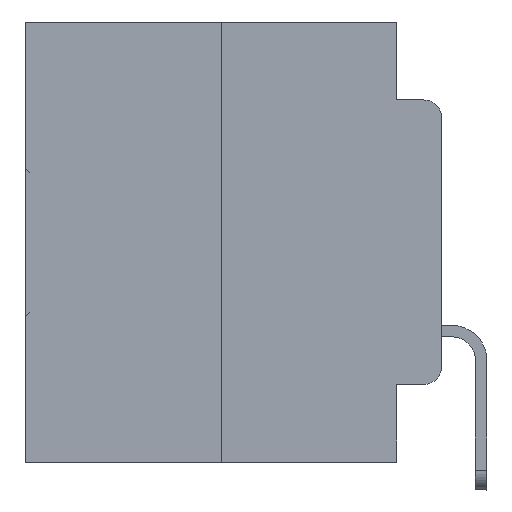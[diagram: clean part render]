
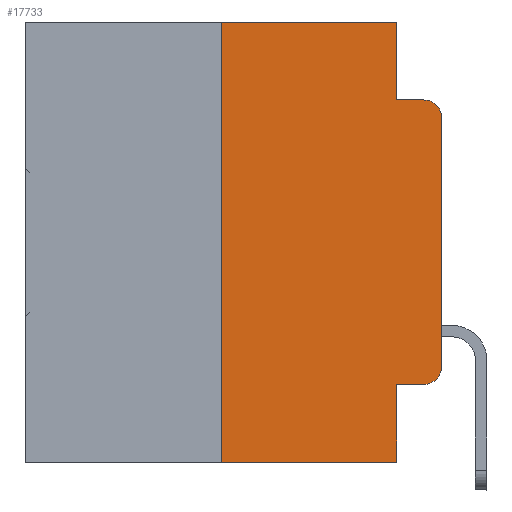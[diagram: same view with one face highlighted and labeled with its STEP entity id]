
A CAD part, left-side view. The second image highlights one B-rep face of the part: STEP entity #17733.
In plain terms, the highlighted planar face has unit normal (-1, 0, 0).
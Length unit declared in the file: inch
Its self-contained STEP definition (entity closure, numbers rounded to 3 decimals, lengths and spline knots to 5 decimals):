
#576 = DIRECTION ( 'NONE',  ( -1., 0., 0. ) ) ;
#594 = CARTESIAN_POINT ( 'NONE',  ( 0., 0.051, 0. ) ) ;
#874 = EDGE_CURVE ( 'NONE', #6713, #14960, #3373, .T. ) ;
#942 = ORIENTED_EDGE ( 'NONE', *, *, #1992, .T. ) ;
#1064 = ORIENTED_EDGE ( 'NONE', *, *, #27058, .F. ) ;
#1078 = LINE ( 'NONE', #25867, #16382 ) ;
#1084 = LINE ( 'NONE', #20629, #19454 ) ;
#1680 = EDGE_CURVE ( 'NONE', #28228, #25940, #27015, .T. ) ;
#1992 = EDGE_CURVE ( 'NONE', #18104, #25940, #20090, .T. ) ;
#2597 = EDGE_LOOP ( 'NONE', ( #8437, #942, #10970, #15362, #1064, #27019, #21648, #6262, #4673, #7905 ) ) ;
#2683 = DIRECTION ( 'NONE',  ( 1., 0., 0. ) ) ;
#3373 = LINE ( 'NONE', #11105, #14455 ) ;
#3803 = EDGE_CURVE ( 'NONE', #3886, #28228, #18877, .T. ) ;
#3886 = VERTEX_POINT ( 'NONE', #10860 ) ;
#4310 = CARTESIAN_POINT ( 'NONE',  ( 0., 0., -0.3915 ) ) ;
#4673 = ORIENTED_EDGE ( 'NONE', *, *, #874, .T. ) ;
#5045 = EDGE_CURVE ( 'NONE', #7542, #18104, #29749, .T. ) ;
#5054 = VERTEX_POINT ( 'NONE', #10125 ) ;
#5209 = DIRECTION ( 'NONE',  ( 0., 0., -1. ) ) ;
#6262 = ORIENTED_EDGE ( 'NONE', *, *, #11404, .F. ) ;
#6428 = DIRECTION ( 'NONE',  ( 0., -1., 0. ) ) ;
#6713 = VERTEX_POINT ( 'NONE', #26768 ) ;
#7542 = VERTEX_POINT ( 'NONE', #4310 ) ;
#7769 = DIRECTION ( 'NONE',  ( 0., 0., -1. ) ) ;
#7905 = ORIENTED_EDGE ( 'NONE', *, *, #16273, .T. ) ;
#8437 = ORIENTED_EDGE ( 'NONE', *, *, #5045, .T. ) ;
#8569 = DIRECTION ( 'NONE',  ( 0., -1., 0. ) ) ;
#8665 = CARTESIAN_POINT ( 'NONE',  ( 0., 0., -0.1085 ) ) ;
#8937 = VERTEX_POINT ( 'NONE', #14905 ) ;
#9559 = CARTESIAN_POINT ( 'NONE',  ( 0., 0.02, -0.4115 ) ) ;
#10125 = CARTESIAN_POINT ( 'NONE',  ( 0., 0.25, 0. ) ) ;
#10204 = EDGE_CURVE ( 'NONE', #8937, #15878, #1084, .T. ) ;
#10417 = CARTESIAN_POINT ( 'NONE',  ( 0., 0.051, -0.0885 ) ) ;
#10459 = AXIS2_PLACEMENT_3D ( 'NONE', #18504, #11032, #10821 ) ;
#10821 = DIRECTION ( 'NONE',  ( 0., 0., -1. ) ) ;
#10860 = CARTESIAN_POINT ( 'NONE',  ( 0., 0.051, 0. ) ) ;
#10883 = LINE ( 'NONE', #30433, #29646 ) ;
#10970 = ORIENTED_EDGE ( 'NONE', *, *, #1680, .F. ) ;
#11032 = DIRECTION ( 'NONE',  ( -1., 0., 0. ) ) ;
#11105 = CARTESIAN_POINT ( 'NONE',  ( 0., 0.051, -0.4115 ) ) ;
#11404 = EDGE_CURVE ( 'NONE', #6713, #15878, #1078, .T. ) ;
#12127 = FACE_OUTER_BOUND ( 'NONE', #2597, .T. ) ;
#12587 = DIRECTION ( 'NONE',  ( 0., 0., -1. ) ) ;
#12759 = CARTESIAN_POINT ( 'NONE',  ( 0., 0.02, -0.3915 ) ) ;
#13318 = LINE ( 'NONE', #27423, #27890 ) ;
#14455 = VECTOR ( 'NONE', #6428, 39.37008 ) ;
#14905 = CARTESIAN_POINT ( 'NONE',  ( 0., 0.25, -0.5 ) ) ;
#14913 = DIRECTION ( 'NONE',  ( 0., 0., 1. ) ) ;
#14960 = VERTEX_POINT ( 'NONE', #9559 ) ;
#15362 = ORIENTED_EDGE ( 'NONE', *, *, #3803, .F. ) ;
#15799 = VECTOR ( 'NONE', #5209, 39.37008 ) ;
#15878 = VERTEX_POINT ( 'NONE', #25719 ) ;
#16273 = EDGE_CURVE ( 'NONE', #14960, #7542, #23365, .T. ) ;
#16382 = VECTOR ( 'NONE', #21068, 39.37008 ) ;
#17733 = ADVANCED_FACE ( 'NONE', ( #12127 ), #23965, .F. ) ;
#17845 = CARTESIAN_POINT ( 'NONE',  ( 0., 0.02, -0.0885 ) ) ;
#18104 = VERTEX_POINT ( 'NONE', #8665 ) ;
#18504 = CARTESIAN_POINT ( 'NONE',  ( 0., 0.02, -0.1085 ) ) ;
#18877 = LINE ( 'NONE', #594, #15799 ) ;
#19356 = AXIS2_PLACEMENT_3D ( 'NONE', #12759, #576, #7769 ) ;
#19454 = VECTOR ( 'NONE', #8569, 39.37008 ) ;
#19856 = EDGE_CURVE ( 'NONE', #8937, #5054, #10883, .T. ) ;
#20090 = CIRCLE ( 'NONE', #10459, 0.02 ) ;
#20629 = CARTESIAN_POINT ( 'NONE',  ( 0., 0.473, -0.5 ) ) ;
#21068 = DIRECTION ( 'NONE',  ( 0., 0., -1. ) ) ;
#21648 = ORIENTED_EDGE ( 'NONE', *, *, #10204, .T. ) ;
#21982 = CARTESIAN_POINT ( 'NONE',  ( 0., 0., 0. ) ) ;
#23120 = DIRECTION ( 'NONE',  ( 0., 0., 1. ) ) ;
#23365 = CIRCLE ( 'NONE', #19356, 0.02 ) ;
#23965 = PLANE ( 'NONE',  #28848 ) ;
#24090 = CARTESIAN_POINT ( 'NONE',  ( 0., 0.051, -0.0885 ) ) ;
#24196 = DIRECTION ( 'NONE',  ( 0., -1., 0. ) ) ;
#25053 = DIRECTION ( 'NONE',  ( 0., -1., 0. ) ) ;
#25719 = CARTESIAN_POINT ( 'NONE',  ( 0., 0.051, -0.5 ) ) ;
#25867 = CARTESIAN_POINT ( 'NONE',  ( 0., 0.051, 0. ) ) ;
#25940 = VERTEX_POINT ( 'NONE', #17845 ) ;
#26768 = CARTESIAN_POINT ( 'NONE',  ( 0., 0.051, -0.4115 ) ) ;
#27015 = LINE ( 'NONE', #24090, #27795 ) ;
#27019 = ORIENTED_EDGE ( 'NONE', *, *, #19856, .F. ) ;
#27058 = EDGE_CURVE ( 'NONE', #5054, #3886, #13318, .T. ) ;
#27423 = CARTESIAN_POINT ( 'NONE',  ( 0., 0.473, 0. ) ) ;
#27795 = VECTOR ( 'NONE', #24196, 39.37008 ) ;
#27890 = VECTOR ( 'NONE', #25053, 39.37008 ) ;
#28228 = VERTEX_POINT ( 'NONE', #10417 ) ;
#28848 = AXIS2_PLACEMENT_3D ( 'NONE', #29014, #2683, #12587 ) ;
#29014 = CARTESIAN_POINT ( 'NONE',  ( 0., 0.473, 0. ) ) ;
#29646 = VECTOR ( 'NONE', #23120, 39.37008 ) ;
#29749 = LINE ( 'NONE', #21982, #31648 ) ;
#30433 = CARTESIAN_POINT ( 'NONE',  ( 0., 0.25, 0. ) ) ;
#31648 = VECTOR ( 'NONE', #14913, 39.37008 ) ;
